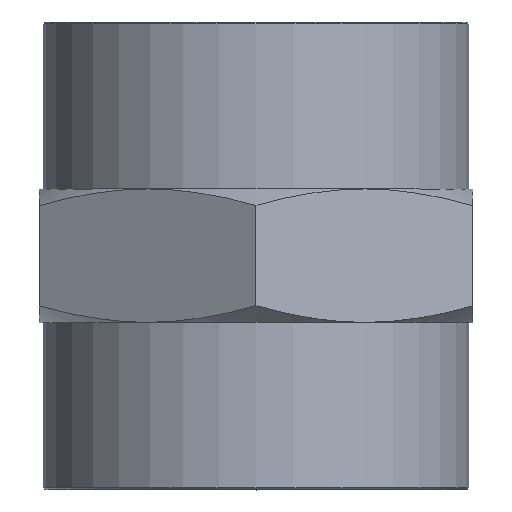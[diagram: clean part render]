
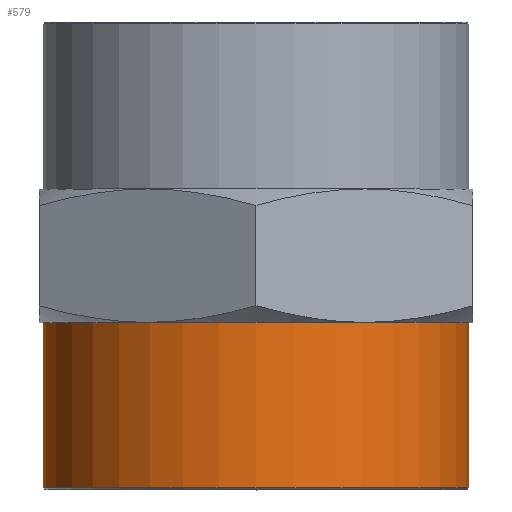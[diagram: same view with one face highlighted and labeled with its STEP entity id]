
A CAD part, top view. The second image highlights one B-rep face of the part: STEP entity #579.
In plain terms, the highlighted cylindrical face has radius 12.75 mm (diameter 25.5 mm), a full revolution.
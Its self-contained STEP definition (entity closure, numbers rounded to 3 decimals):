
#138=ORIENTED_EDGE('',*,*,#222,.T.);
#139=ORIENTED_EDGE('',*,*,#223,.F.);
#222=EDGE_CURVE('',#261,#261,#276,.T.);
#223=EDGE_CURVE('',#262,#262,#277,.T.);
#261=VERTEX_POINT('',#910);
#262=VERTEX_POINT('',#912);
#276=CIRCLE('',#623,12.75);
#277=CIRCLE('',#624,12.75);
#303=EDGE_LOOP('',(#138));
#304=EDGE_LOOP('',(#139));
#341=FACE_BOUND('',#303,.T.);
#342=FACE_BOUND('',#304,.T.);
#364=CYLINDRICAL_SURFACE('',#622,12.75);
#579=ADVANCED_FACE('',(#341,#342),#364,.T.);
#622=AXIS2_PLACEMENT_3D('',#908,#703,#704);
#623=AXIS2_PLACEMENT_3D('',#909,#705,#706);
#624=AXIS2_PLACEMENT_3D('',#911,#707,#708);
#703=DIRECTION('',(0.,1.,0.));
#704=DIRECTION('',(0.,0.,1.));
#705=DIRECTION('',(0.,1.,0.));
#706=DIRECTION('',(0.,0.,1.));
#707=DIRECTION('',(0.,1.,0.));
#708=DIRECTION('',(1.,0.,0.));
#908=CARTESIAN_POINT('',(0.,-10.,0.));
#909=CARTESIAN_POINT('',(0.,-9.9,0.));
#910=CARTESIAN_POINT('',(0.,-9.9,12.75));
#911=CARTESIAN_POINT('',(0.,0.,0.));
#912=CARTESIAN_POINT('',(12.75,0.,0.));
